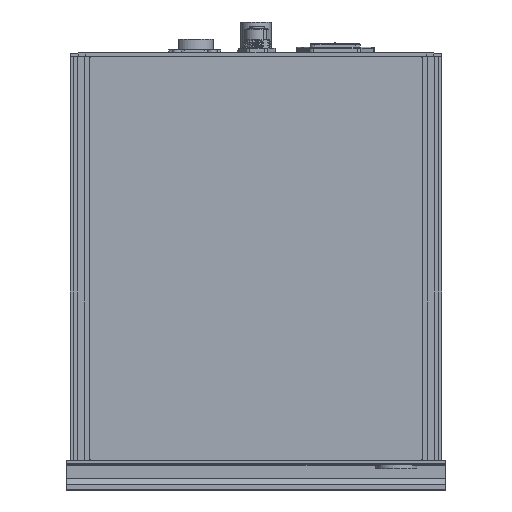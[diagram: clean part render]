
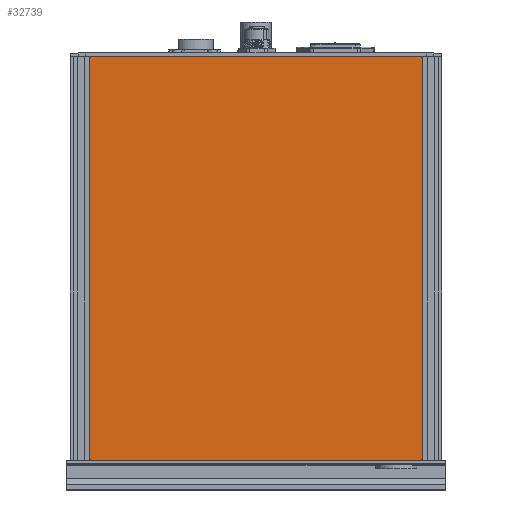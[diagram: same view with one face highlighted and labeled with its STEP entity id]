
A CAD part, top view. The second image highlights one B-rep face of the part: STEP entity #32739.
In plain terms, the highlighted planar face has unit normal (0, 0, 1).
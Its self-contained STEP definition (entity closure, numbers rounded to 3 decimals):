
#32468=CARTESIAN_POINT('',(13.,228.5,119.7));
#32469=VERTEX_POINT('',#32468);
#32470=CARTESIAN_POINT('',(14.,229.5,119.7));
#32471=VERTEX_POINT('',#32470);
#32472=CARTESIAN_POINT('',(14.,228.5,119.7));
#32473=DIRECTION('',(0.,0.,-1.));
#32474=DIRECTION('',(0.,1.,0.));
#32475=AXIS2_PLACEMENT_3D('',#32472,#32473,#32474);
#32476=CIRCLE('',#32475,1.);
#32477=EDGE_CURVE('',#32469,#32471,#32476,.T.);
#32510=CARTESIAN_POINT('',(199.1,229.5,119.7));
#32511=VERTEX_POINT('',#32510);
#32512=CARTESIAN_POINT('',(199.1,229.5,119.7));
#32513=DIRECTION('',(1.,0.,0.));
#32514=VECTOR('',#32513,1.);
#32515=LINE('',#32512,#32514);
#32516=EDGE_CURVE('',#32471,#32511,#32515,.T.);
#32541=CARTESIAN_POINT('',(200.1,228.5,119.7));
#32542=VERTEX_POINT('',#32541);
#32543=CARTESIAN_POINT('',(199.1,228.5,119.7));
#32544=DIRECTION('',(0.,0.,-1.));
#32545=DIRECTION('',(-1.,0.,0.));
#32546=AXIS2_PLACEMENT_3D('',#32543,#32544,#32545);
#32547=CIRCLE('',#32546,1.);
#32548=EDGE_CURVE('',#32511,#32542,#32547,.T.);
#32574=CARTESIAN_POINT('',(200.1,3.5,119.7));
#32575=VERTEX_POINT('',#32574);
#32576=CARTESIAN_POINT('',(200.1,3.5,119.7));
#32577=DIRECTION('',(0.,-1.,0.));
#32578=VECTOR('',#32577,1.);
#32579=LINE('',#32576,#32578);
#32580=EDGE_CURVE('',#32542,#32575,#32579,.T.);
#32605=CARTESIAN_POINT('',(199.1,2.5,119.7));
#32606=VERTEX_POINT('',#32605);
#32607=CARTESIAN_POINT('',(199.1,3.5,119.7));
#32608=DIRECTION('',(0.,0.,-1.));
#32609=DIRECTION('',(0.,1.,0.));
#32610=AXIS2_PLACEMENT_3D('',#32607,#32608,#32609);
#32611=CIRCLE('',#32610,1.);
#32612=EDGE_CURVE('',#32575,#32606,#32611,.T.);
#32638=CARTESIAN_POINT('',(14.,2.5,119.7));
#32639=VERTEX_POINT('',#32638);
#32640=CARTESIAN_POINT('',(199.1,2.5,119.7));
#32641=DIRECTION('',(-1.,0.,0.));
#32642=VECTOR('',#32641,1.);
#32643=LINE('',#32640,#32642);
#32644=EDGE_CURVE('',#32606,#32639,#32643,.T.);
#32669=CARTESIAN_POINT('',(13.,3.5,119.7));
#32670=VERTEX_POINT('',#32669);
#32671=CARTESIAN_POINT('',(14.,3.5,119.7));
#32672=DIRECTION('',(0.,0.,-1.));
#32673=DIRECTION('',(-1.,0.,0.));
#32674=AXIS2_PLACEMENT_3D('',#32671,#32672,#32673);
#32675=CIRCLE('',#32674,1.);
#32676=EDGE_CURVE('',#32639,#32670,#32675,.T.);
#32702=CARTESIAN_POINT('',(13.,3.5,119.7));
#32703=DIRECTION('',(0.,1.,0.));
#32704=VECTOR('',#32703,1.);
#32705=LINE('',#32702,#32704);
#32706=EDGE_CURVE('',#32670,#32469,#32705,.T.);
#32724=ORIENTED_EDGE('',*,*,#32477,.F.);
#32725=ORIENTED_EDGE('',*,*,#32706,.F.);
#32726=ORIENTED_EDGE('',*,*,#32676,.F.);
#32727=ORIENTED_EDGE('',*,*,#32644,.F.);
#32728=ORIENTED_EDGE('',*,*,#32612,.F.);
#32729=ORIENTED_EDGE('',*,*,#32580,.F.);
#32730=ORIENTED_EDGE('',*,*,#32548,.F.);
#32731=ORIENTED_EDGE('',*,*,#32516,.F.);
#32732=EDGE_LOOP('',(#32724,#32725,#32726,#32727,#32728,#32729,#32730,#32731));
#32733=FACE_OUTER_BOUND('',#32732,.T.);
#32734=CARTESIAN_POINT('',(13.,116.,119.7));
#32735=DIRECTION('',(0.,0.,-1.));
#32736=DIRECTION('',(0.,1.,0.));
#32737=AXIS2_PLACEMENT_3D('',#32734,#32735,#32736);
#32738=PLANE('',#32737);
#32739=ADVANCED_FACE('',(#32733),#32738,.F.);
